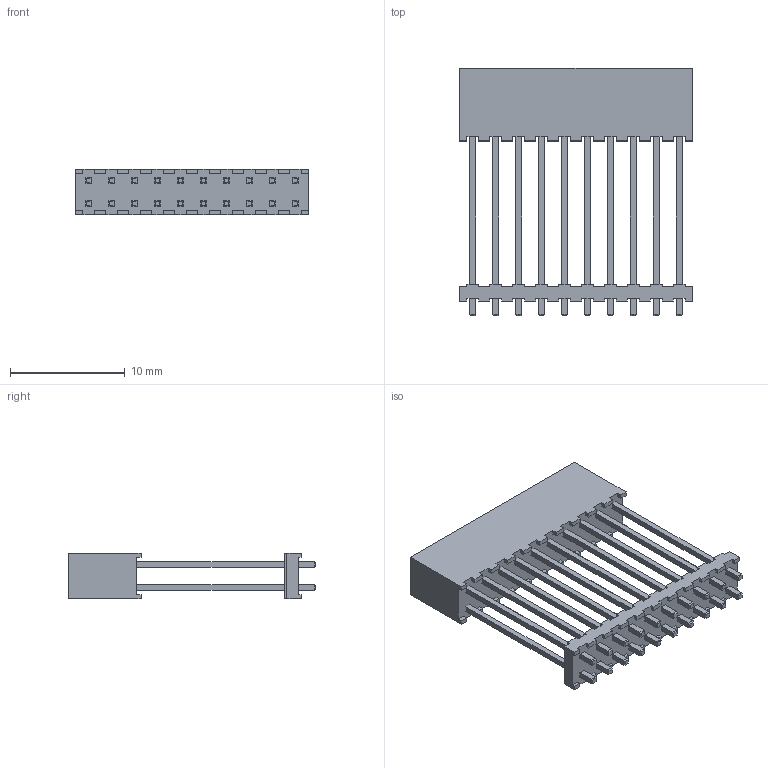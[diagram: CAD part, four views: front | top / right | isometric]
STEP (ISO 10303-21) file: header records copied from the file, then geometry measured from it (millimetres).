
FILE_DESCRIPTION(/* description */ ('STEP AP214'),/* implementation_level */ '2;1');
FILE_NAME(/* name */ 'ESQT-110-02-GF-D-800',/* time_stamp */ '2023-09-17T14:14:00+02:00',/* author */ ('License CC BY-ND 4.0'),/* organization */ ('CADENAS'),/* preprocessor_version */ 'ST-DEVELOPER v19.3',/* originating_system */ 'PARTsolutions',/* authorisation */ ' ');
FILE_SCHEMA (('AUTOMOTIVE_DESIGN {1 0 10303 214 3 1 1}'));
Length unit declared in the file: inch
Products named in the file (4): ESQT-110-02-GF-D-800; ESQT-110-02-GF-D-800_BS; ESQT-110-02-GF-D-800_P; ESQT-110-02-GF-D-800_S
Assembly tree (3 placements, depth 2):
  ESQT-110-02-GF-D-800
    ESQT-110-02-GF-D-800_BS
    ESQT-110-02-GF-D-800_P
    ESQT-110-02-GF-D-800_S
Bounding box: 20.3 x 21.59 x 4 mm (x, y, z)
Volume: 645.1 mm3; surface area: 1903.8 mm2
Topology: 3 solids, 3 shells, 806 faces, 2140 edges, 1400 vertices
Faces by surface type: plane 786, cylinder 20
Entity records: 24588 total; most frequent: CARTESIAN_POINT 4350, ORIENTED_EDGE 4280, DIRECTION 3800, EDGE_CURVE 2140, LINE 2100, VECTOR 2100, VERTEX_POINT 1400, EDGE_LOOP 906
